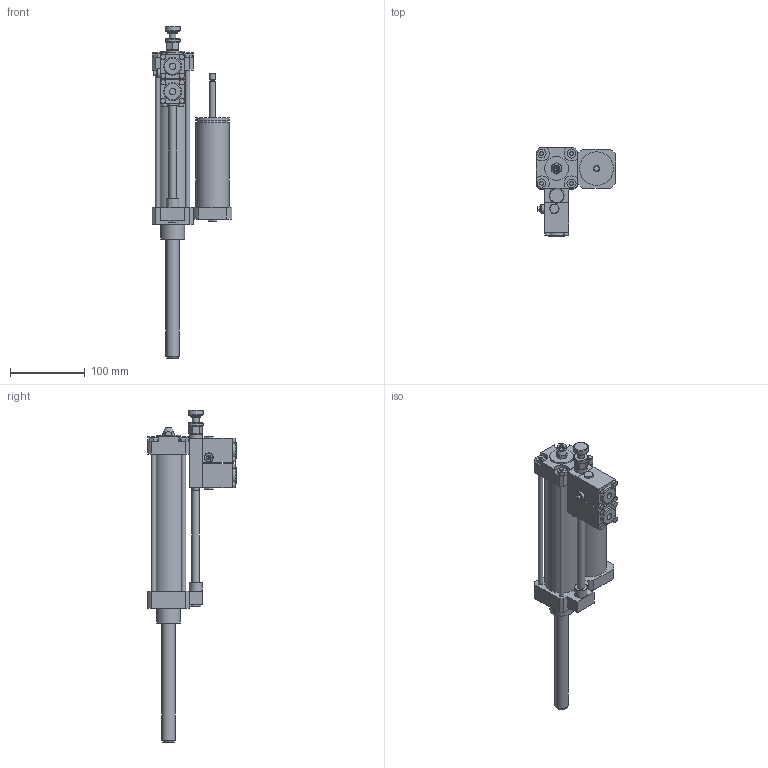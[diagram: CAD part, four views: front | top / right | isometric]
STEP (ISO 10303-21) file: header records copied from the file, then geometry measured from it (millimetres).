
FILE_DESCRIPTION((''),'2;1');
FILE_NAME('1400_40_0150_02_06.iam.stp','2009-04-23T11:12:15',(''),(''),'Autodesk Inventor 2009','Autodesk Inventor 2009','');
FILE_SCHEMA(('AUTOMOTIVE_DESIGN { 1 0 10303 214 1 1 1 1 }'));
Length unit declared in the file: millimetre
Products named in the file (7): 1400_40_0150_02_06; 1400400150S; STELO  C 150; REGOLATORE; VAL SK NA SX; VAL ST NA ; BASE SKIP STOP
Assembly tree (6 placements, depth 2):
  1400_40_0150_02_06
    1400400150S
    STELO  C 150
    REGOLATORE
    VAL SK NA SX
    VAL ST NA 
    BASE SKIP STOP
Bounding box: 107 x 118 x 445 mm (x, y, z)
Volume: 898452 mm3; surface area: 136569.4 mm2
Topology: 6 solids, 6 shells, 259 faces, 572 edges, 368 vertices
Faces by surface type: plane 154, cylinder 45, bspline 42, cone 18
Full cylindrical faces by diameter (mm): 2 x2, 6 x5, 7 x6, 8 x2, 9 x1, 10 x1, 12 x1, 14 x1, 17 x2, 18 x2, 20 x2, 24 x2, 32 x2, 41 x1, 45 x3
Entity records: 7479 total; most frequent: CARTESIAN_POINT 1659, DIRECTION 1088, ORIENTED_EDGE 986, EDGE_CURVE 493, AXIS2_PLACEMENT_3D 395, EDGE_LOOP 380, VERTEX_POINT 359, VECTOR 298
